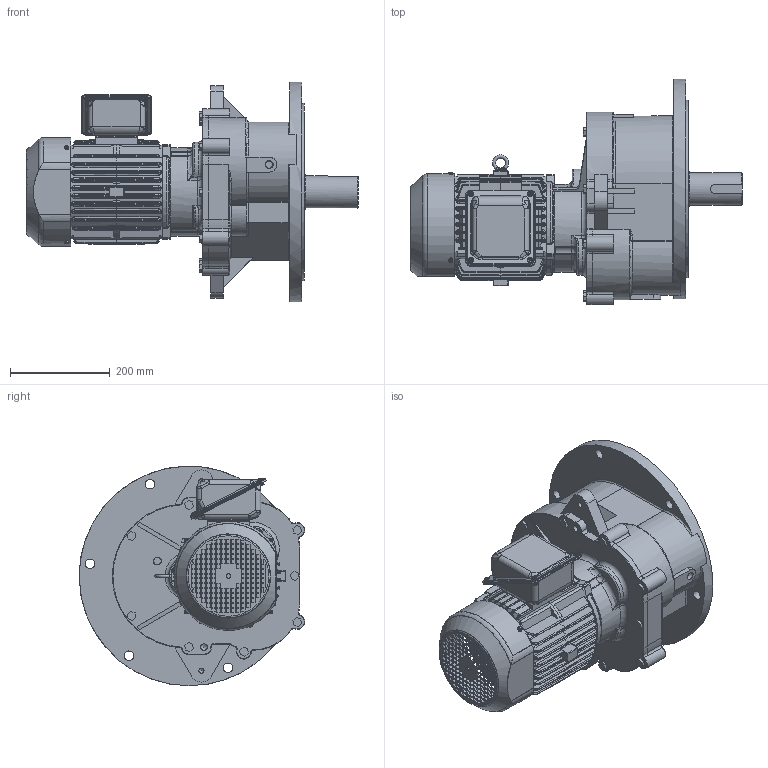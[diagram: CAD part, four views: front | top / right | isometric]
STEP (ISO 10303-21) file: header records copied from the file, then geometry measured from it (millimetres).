
FILE_DESCRIPTION (( 'STEP AP214' ), '1' );
FILE_NAME ('EK2DO07782H001_F1VM23_2.2kw_R75.stp', '2022-07-05T00:20:03', ( 'Windows 餌辨濠' ), ( '' ), 'SwSTEP 2.0', 'SolidWorks 2021', '' );
FILE_SCHEMA (( 'AUTOMOTIVE_DESIGN' ));
Length unit declared in the file: millimetre
Products named in the file (1): EK2DO07782H001_F1VM23_2.2kw_R75
Bounding box: 665.5 x 451.98 x 440 mm (x, y, z)
Volume: 26555040.3 mm3; surface area: 1496919.4 mm2
Topology: 17 solids, 25 shells, 3773 faces, 10021 edges, 6329 vertices
Faces by surface type: cylinder 1470, plane 1435, bspline 633, torus 133, cone 65, sphere 37
Full cylindrical faces by diameter (mm): 2.7 x2, 4.917 x8, 5 x7, 6 x5, 6.647 x14, 7 x12, 8 x9, 9 x4, 10 x9, 10.2 x11, 10.5 x4, 13 x2, 14 x9, 14.3 x1, 16 x1, 18 x1, 19 x6, 42 x1, 65 x1, 70 x1, 86 x1, 100 x1, 182 x2, 335 x1, 355 x1, 440 x1
Entity records: 138092 total; most frequent: CARTESIAN_POINT 47954, ORIENTED_EDGE 19482, DIRECTION 17383, EDGE_CURVE 9741, AXIS2_PLACEMENT_3D 6254, VERTEX_POINT 6251, LINE 4875, VECTOR 4875
